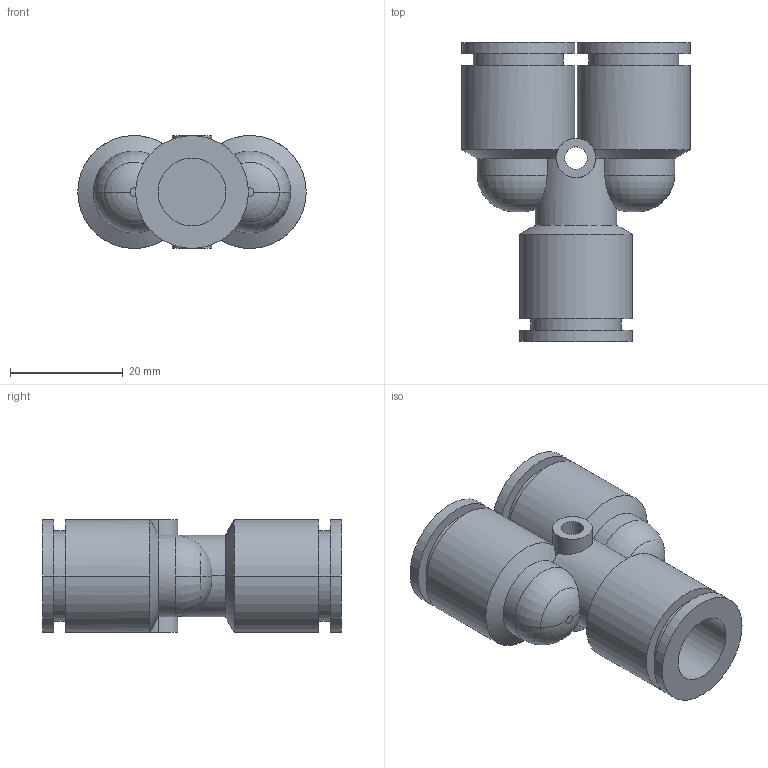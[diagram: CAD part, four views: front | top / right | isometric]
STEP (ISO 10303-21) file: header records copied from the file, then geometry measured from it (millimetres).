
FILE_DESCRIPTION (( 'STEP AP214' ), '1' );
FILE_NAME ('12mm Y-Fitting.STEP', '2020-09-19T06:08:02', ( '' ), ( '' ), 'SwSTEP 2.0', 'SolidWorks 2020', '' );
FILE_SCHEMA (( 'AUTOMOTIVE_DESIGN' ));
Length unit declared in the file: millimetre
Products named in the file (1): 12mm  Y-Fitting
Bounding box: 40.5 x 53 x 20 mm (x, y, z)
Volume: 12833.2 mm3; surface area: 10217.4 mm2
Topology: 1 solids, 1 shells, 82 faces, 191 edges, 122 vertices
Faces by surface type: cylinder 46, plane 24, cone 8, torus 4
Entity records: 2915 total; most frequent: CARTESIAN_POINT 688, DIRECTION 437, ORIENTED_EDGE 382, EDGE_CURVE 191, AXIS2_PLACEMENT_3D 189, VERTEX_POINT 122, CIRCLE 106, EDGE_LOOP 95
